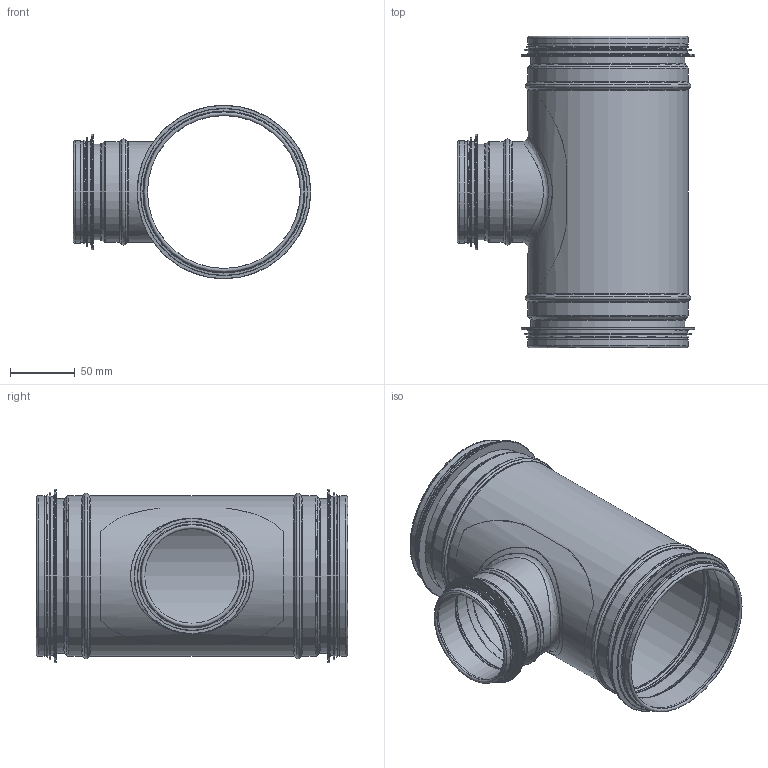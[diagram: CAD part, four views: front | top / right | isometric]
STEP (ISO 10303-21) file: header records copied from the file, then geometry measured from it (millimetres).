
FILE_DESCRIPTION((''),'2;1');
FILE_NAME('HTK_125-80.stp','2014-02-20T15:48:56',(''),(''),'Autodesk Inventor 2013','Autodesk Inventor 2013','');
FILE_SCHEMA(('AUTOMOTIVE_DESIGN { 1 2 10303 214 0 1 1 1 }'));
Length unit declared in the file: millimetre
Products named in the file (6): HTK_125-80; HTKRörämne_125-80; 999004; HPS_125-80; HPSRörämne_125-80; 999002
Assembly tree (6 placements, depth 3):
  HTK_125-80
    HTKRörämne_125-80
    999004  x2
    HPS_125-80
      HPSRörämne_125-80
      999002
Bounding box: 183.82 x 241 x 134.45 mm (x, y, z)
Volume: 96912.1 mm3; surface area: 293415.8 mm2
Topology: 5 solids, 5 shells, 150 faces, 300 edges, 170 vertices
Faces by surface type: cylinder 51, torus 51, cone 24, plane 22, bspline 2
Full cylindrical faces by diameter (mm): 73.25 x1, 74.25 x1, 75.45 x1, 77.05 x1, 78.05 x6, 79.05 x1, 84.45 x1, 89.45 x1, 118.25 x2, 119.25 x2, 120.45 x2, 123.05 x11, 124.05 x5, 129.45 x2, 134.45 x2
Entity records: 3921 total; most frequent: CARTESIAN_POINT 1233, DIRECTION 542, ORIENTED_EDGE 332, AXIS2_PLACEMENT_3D 265, EDGE_LOOP 246, EDGE_CURVE 166, VERTEX_POINT 148, STYLED_ITEM 135
